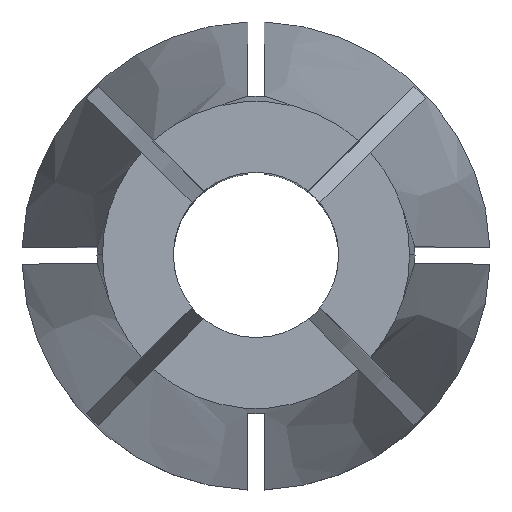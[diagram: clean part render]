
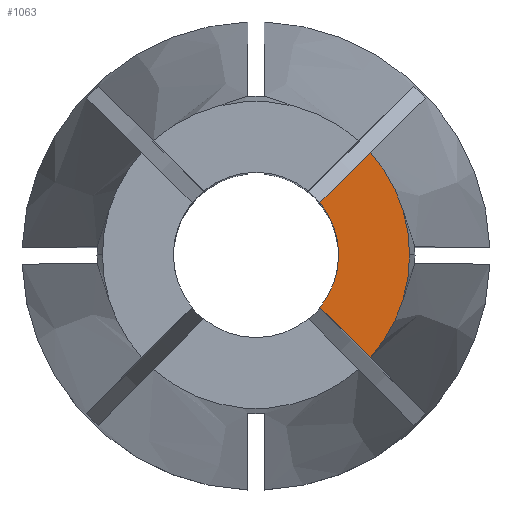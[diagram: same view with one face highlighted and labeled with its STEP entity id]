
A CAD part, top view. The second image highlights one B-rep face of the part: STEP entity #1063.
In plain terms, the highlighted planar face has unit normal (0, 0, 1).
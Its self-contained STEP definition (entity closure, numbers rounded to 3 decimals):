
#112 = CIRCLE ( 'NONE', #1105, 3. ) ;
#137 = LINE ( 'NONE', #1073, #162 ) ;
#140 = CARTESIAN_POINT ( 'NONE',  ( 0., 0., 0. ) ) ;
#162 = VECTOR ( 'NONE', #1646, 1000. ) ;
#273 = CARTESIAN_POINT ( 'NONE',  ( 4.15, -3.726, 0. ) ) ;
#310 = CARTESIAN_POINT ( 'NONE',  ( 2.323, 1.899, 0. ) ) ;
#337 = EDGE_CURVE ( 'NONE', #713, #568, #1010, .T. ) ;
#393 = CARTESIAN_POINT ( 'NONE',  ( 4.15, 3.726, 0. ) ) ;
#412 = CARTESIAN_POINT ( 'NONE',  ( 0., 0., 0. ) ) ;
#542 = EDGE_CURVE ( 'NONE', #2092, #713, #112, .T. ) ;
#568 = VERTEX_POINT ( 'NONE', #310 ) ;
#580 = CARTESIAN_POINT ( 'NONE',  ( 2.323, -1.899, 0. ) ) ;
#614 = DIRECTION ( 'NONE',  ( 1., 0., 0. ) ) ;
#655 = EDGE_CURVE ( 'NONE', #1650, #2092, #137, .T. ) ;
#713 = VERTEX_POINT ( 'NONE', #1925 ) ;
#719 = VERTEX_POINT ( 'NONE', #393 ) ;
#780 = AXIS2_PLACEMENT_3D ( 'NONE', #1792, #1852, #1843 ) ;
#828 = ORIENTED_EDGE ( 'NONE', *, *, #337, .F. ) ;
#831 = ORIENTED_EDGE ( 'NONE', *, *, #655, .F. ) ;
#1010 = CIRCLE ( 'NONE', #2077, 3. ) ;
#1011 = EDGE_CURVE ( 'NONE', #1890, #719, #1369, .T. ) ;
#1041 = PLANE ( 'NONE',  #1057 ) ;
#1043 = DIRECTION ( 'NONE',  ( 0., 0., 1. ) ) ;
#1057 = AXIS2_PLACEMENT_3D ( 'NONE', #140, #1117, #2001 ) ;
#1063 = ADVANCED_FACE ( 'NONE', ( #1278 ), #1041, .F. ) ;
#1073 = CARTESIAN_POINT ( 'NONE',  ( 0.212, 0.212, 0. ) ) ;
#1105 = AXIS2_PLACEMENT_3D ( 'NONE', #1459, #1468, #1404 ) ;
#1107 = VECTOR ( 'NONE', #1981, 1000. ) ;
#1117 = DIRECTION ( 'NONE',  ( 0., 0., -1. ) ) ;
#1158 = LINE ( 'NONE', #1721, #1107 ) ;
#1165 = ORIENTED_EDGE ( 'NONE', *, *, #1196, .F. ) ;
#1196 = EDGE_CURVE ( 'NONE', #568, #719, #1158, .T. ) ;
#1242 = ORIENTED_EDGE ( 'NONE', *, *, #1011, .T. ) ;
#1278 = FACE_OUTER_BOUND ( 'NONE', #1571, .T. ) ;
#1369 = CIRCLE ( 'NONE', #1558, 5.577 ) ;
#1404 = DIRECTION ( 'NONE',  ( 1., 0., 0. ) ) ;
#1459 = CARTESIAN_POINT ( 'NONE',  ( 0., 0., 0. ) ) ;
#1468 = DIRECTION ( 'NONE',  ( 0., 0., 1. ) ) ;
#1558 = AXIS2_PLACEMENT_3D ( 'NONE', #412, #2066, #1775 ) ;
#1571 = EDGE_LOOP ( 'NONE', ( #831, #1722, #1242, #1165, #828, #1608 ) ) ;
#1608 = ORIENTED_EDGE ( 'NONE', *, *, #542, .F. ) ;
#1646 = DIRECTION ( 'NONE',  ( -0.707, 0.707, 0. ) ) ;
#1650 = VERTEX_POINT ( 'NONE', #273 ) ;
#1721 = CARTESIAN_POINT ( 'NONE',  ( 0.212, -0.212, 0. ) ) ;
#1722 = ORIENTED_EDGE ( 'NONE', *, *, #1855, .T. ) ;
#1775 = DIRECTION ( 'NONE',  ( 1., 0., 0. ) ) ;
#1792 = CARTESIAN_POINT ( 'NONE',  ( 0., 0., 0. ) ) ;
#1843 = DIRECTION ( 'NONE',  ( 1., 0., 0. ) ) ;
#1852 = DIRECTION ( 'NONE',  ( 0., 0., 1. ) ) ;
#1855 = EDGE_CURVE ( 'NONE', #1650, #1890, #1881, .T. ) ;
#1881 = CIRCLE ( 'NONE', #780, 5.577 ) ;
#1890 = VERTEX_POINT ( 'NONE', #1999 ) ;
#1925 = CARTESIAN_POINT ( 'NONE',  ( 3., 0., 0. ) ) ;
#1981 = DIRECTION ( 'NONE',  ( 0.707, 0.707, 0. ) ) ;
#1999 = CARTESIAN_POINT ( 'NONE',  ( 5.577, 0., 0. ) ) ;
#2001 = DIRECTION ( 'NONE',  ( -1., 0., 0. ) ) ;
#2066 = DIRECTION ( 'NONE',  ( 0., 0., 1. ) ) ;
#2076 = CARTESIAN_POINT ( 'NONE',  ( 0., 0., 0. ) ) ;
#2077 = AXIS2_PLACEMENT_3D ( 'NONE', #2076, #1043, #614 ) ;
#2092 = VERTEX_POINT ( 'NONE', #580 ) ;
